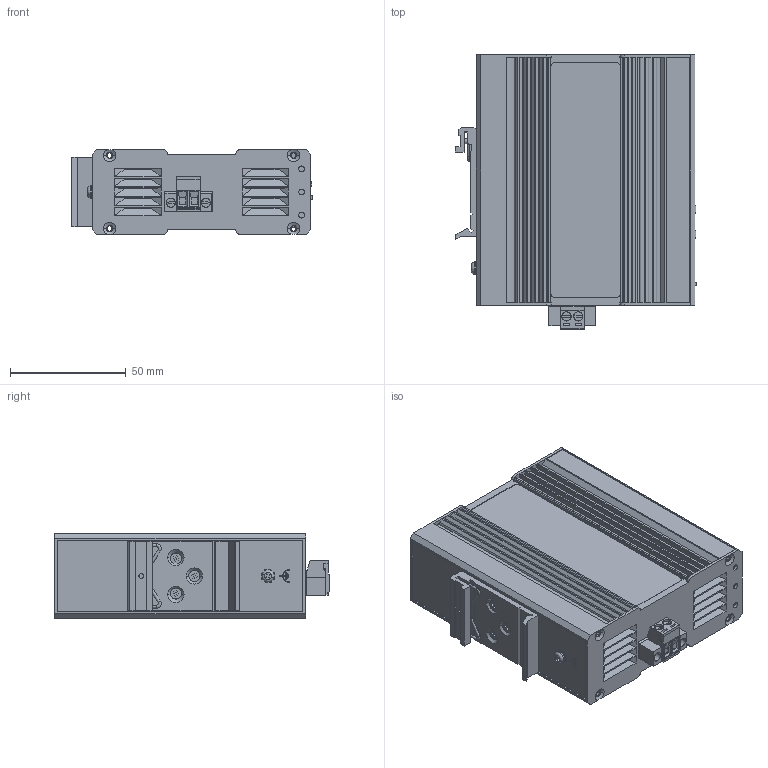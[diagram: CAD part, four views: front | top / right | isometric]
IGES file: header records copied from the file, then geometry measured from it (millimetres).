
Start section: SolidWorks IGES file using analytic representation for surfaces
Global section: file name: EKI-2741FHPI-B ASS'Y(IGES).IGS; native system: SolidWorks 2022; preprocessor: SolidWorks 2022; author: Leo.Sun; date: 250106.151526; units: millimetre
Bounding box: 104.2 x 118.7 x 36.7 mm (x, y, z)
Volume: 4679.3 mm3; surface area: 91186.1 mm2
Topology: 1 solids, 7 shells, 2532 faces, 6925 edges, 4553 vertices
Faces by surface type: plane 1888, revolution 420, bspline 224
